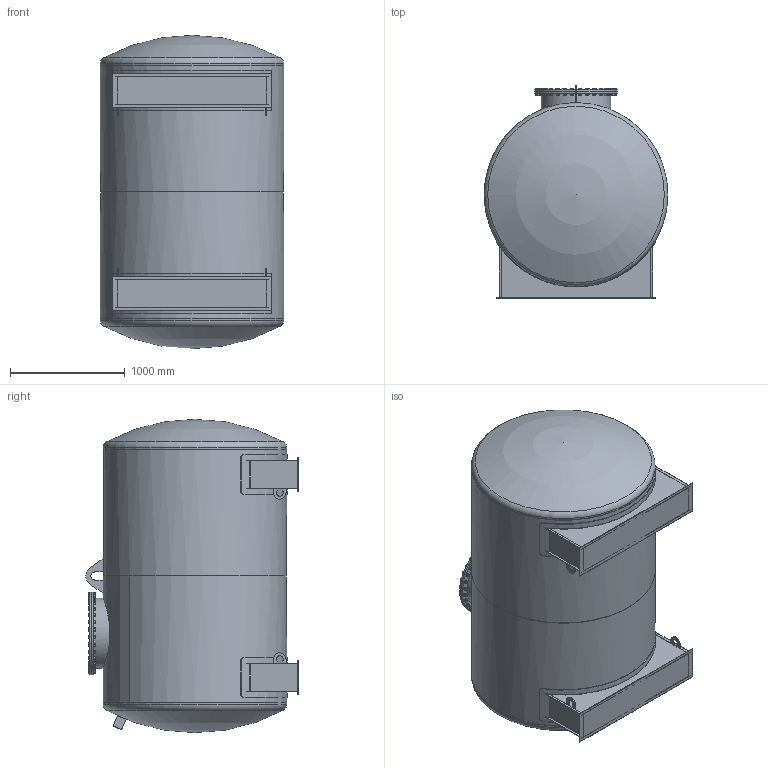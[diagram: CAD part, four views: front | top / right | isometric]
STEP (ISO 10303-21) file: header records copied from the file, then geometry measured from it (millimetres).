
FILE_DESCRIPTION((''),'2;1');
FILE_NAME('Behälter_6616_E_1600_005_100.stp','2013-02-11T11:37:21',('yh'),(''),'Autodesk Inventor 2012','Autodesk Inventor 2012','');
FILE_SCHEMA(('AUTOMOTIVE_DESIGN { 1 0 10303 214 1 1 1 1 }'));
Length unit declared in the file: millimetre
Products named in the file (1): Behälter_6616_E_1600_005_100_KV
Bounding box: 1600 x 1849.83 x 2730.51 mm (x, y, z)
Volume: 734163292.2 mm3; surface area: 37100851.5 mm2
Topology: 3 solids, 5 shells, 1109 faces, 2563 edges, 1630 vertices
Faces by surface type: plane 656, cone 288, cylinder 161, torus 2, sphere 2
Full cylindrical faces by diameter (mm): 16.647 x32, 18 x64, 24.8 x32, 598 x1, 610 x1, 660 x1, 720 x2, 1590 x2, 1600 x4
Entity records: 30259 total; most frequent: CARTESIAN_POINT 7000, ORIENTED_EDGE 4524, DIRECTION 4312, EDGE_CURVE 2262, AXIS2_PLACEMENT_3D 1726, EDGE_LOOP 1584, VERTEX_POINT 1560, FACE_OUTER_BOUND 1109
